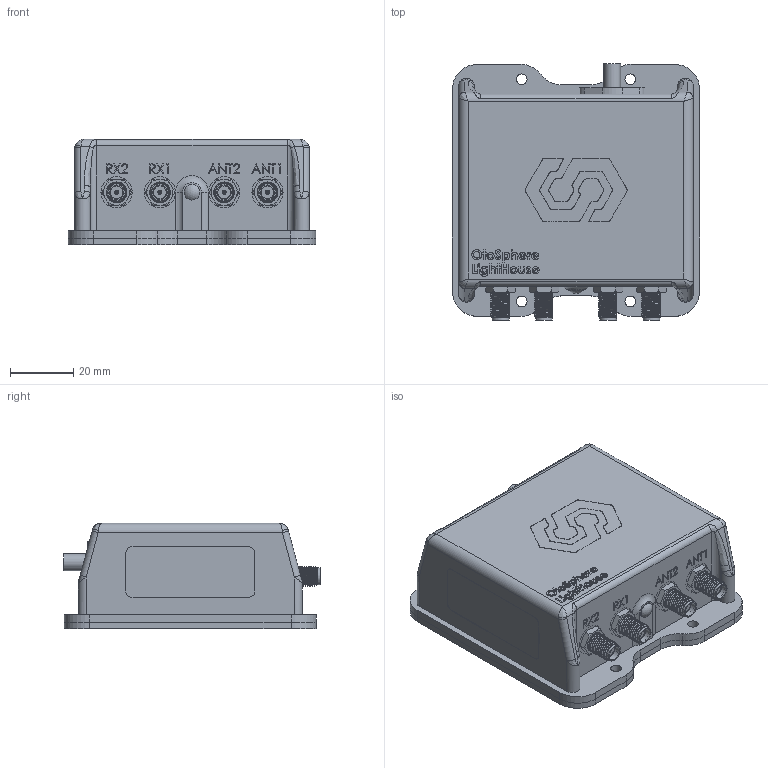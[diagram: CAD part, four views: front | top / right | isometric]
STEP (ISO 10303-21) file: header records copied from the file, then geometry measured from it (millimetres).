
FILE_DESCRIPTION(/* description */ ('STEP AP203'),/* implementation_level */ '2;1');
FILE_NAME(/* name */ 'LightHouse Dual.step',/* time_stamp */ '2025-04-30T21:32:14+03:00',/* author */ (''),/* organization */ (''),/* preprocessor_version */ 'ST-DEVELOPER v20.1',/* originating_system */ 'Autodesk Translation Framework v14.4.0.0',/* authorisation */ '');
FILE_SCHEMA (('AUTOMOTIVE_DESIGN { 1 0 10303 214 3 1 1 }'));
Products named in the file (2): fx-3; LightHouse Dual Band
Assembly tree (1 placements, depth 2):
  fx-3
    LightHouse Dual Band
Bounding box: 78.5 x 81.27 x 33.5 mm (x, y, z)
Volume: 42544.3 mm3; surface area: 50010.2 mm2
Topology: 34 solids, 34 shells, 2174 faces, 5861 edges, 3862 vertices
Faces by surface type: plane 942, cylinder 824, bspline 249, cone 93, torus 65, sphere 1
Full cylindrical faces by diameter (mm): 0.51 x4, 0.9 x4, 1.27 x12, 1.49 x4, 1.56 x4, 2.5 x4, 3 x4, 3.2 x4, 3.4 x4, 3.5 x4, 3.66 x4, 4 x1, 4.03 x8, 4.1 x8, 4.28 x4, 4.3 x4, 4.5 x1, 4.65 x4, 5 x1, 5.3 x1, 5.33 x4, 5.35 x4, 5.42 x60, 5.5 x1, 5.7 x4, 6 x4, 6.5 x4, 6.55 x12, 7 x4, 8.29 x4
Entity records: 97734 total; most frequent: CARTESIAN_POINT 44367, ORIENTED_EDGE 11690, DIRECTION 10199, EDGE_CURVE 5845, VERTEX_POINT 3862, AXIS2_PLACEMENT_3D 3544, LINE 3111, VECTOR 3111
